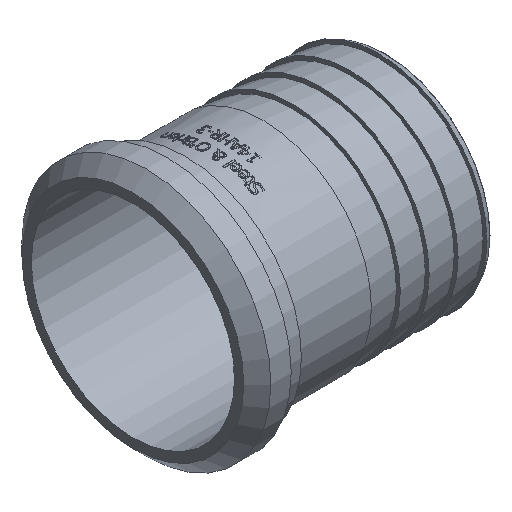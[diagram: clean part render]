
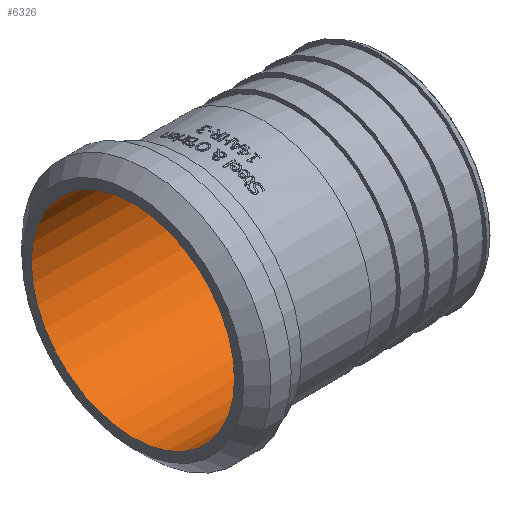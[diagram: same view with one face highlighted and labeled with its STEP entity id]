
A CAD part, isometric view. The second image highlights one B-rep face of the part: STEP entity #6326.
In plain terms, the highlighted cylindrical face has radius 35.712 mm (diameter 71.425 mm), a full revolution.
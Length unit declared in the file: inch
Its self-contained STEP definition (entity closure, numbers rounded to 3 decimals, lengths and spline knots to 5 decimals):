
#731=FACE_OUTER_BOUND('',#1112,.T.);
#1112=EDGE_LOOP('',(#5861,#5862,#5863,#5864,#5865,#5866,#5867));
#1552=LINE('',#14010,#1980);
#1980=VECTOR('',#7983,1.406);
#2151=CIRCLE('',#6743,1.406);
#2152=CIRCLE('',#6744,1.406);
#2154=CIRCLE('',#6746,1.406);
#2155=CIRCLE('',#6748,1.406);
#2156=CIRCLE('',#6749,1.406);
#3078=VERTEX_POINT('',#14001);
#3079=VERTEX_POINT('',#14002);
#3080=VERTEX_POINT('',#14004);
#3081=VERTEX_POINT('',#14009);
#3082=VERTEX_POINT('',#14011);
#4012=EDGE_CURVE('',#3078,#3079,#2151,.T.);
#4013=EDGE_CURVE('',#3079,#3080,#2152,.T.);
#4015=EDGE_CURVE('',#3080,#3078,#2154,.T.);
#4016=EDGE_CURVE('',#3079,#3081,#1552,.T.);
#4017=EDGE_CURVE('',#3082,#3081,#2155,.T.);
#4018=EDGE_CURVE('',#3081,#3082,#2156,.T.);
#5861=ORIENTED_EDGE('',*,*,#4012,.F.);
#5862=ORIENTED_EDGE('',*,*,#4015,.F.);
#5863=ORIENTED_EDGE('',*,*,#4013,.F.);
#5864=ORIENTED_EDGE('',*,*,#4016,.T.);
#5865=ORIENTED_EDGE('',*,*,#4017,.F.);
#5866=ORIENTED_EDGE('',*,*,#4018,.F.);
#5867=ORIENTED_EDGE('',*,*,#4016,.F.);
#5967=CYLINDRICAL_SURFACE('',#6747,1.406);
#6326=ADVANCED_FACE('',(#731),#5967,.F.);
#6743=AXIS2_PLACEMENT_3D('',#14003,#7973,#7974);
#6744=AXIS2_PLACEMENT_3D('',#14005,#7975,#7976);
#6746=AXIS2_PLACEMENT_3D('',#14007,#7979,#7980);
#6747=AXIS2_PLACEMENT_3D('',#14008,#7981,#7982);
#6748=AXIS2_PLACEMENT_3D('',#14012,#7984,#7985);
#6749=AXIS2_PLACEMENT_3D('',#14013,#7986,#7987);
#7973=DIRECTION('center_axis',(-1.,0.,0.));
#7974=DIRECTION('ref_axis',(0.,-1.,0.));
#7975=DIRECTION('center_axis',(-1.,0.,0.));
#7976=DIRECTION('ref_axis',(0.,-1.,0.));
#7979=DIRECTION('center_axis',(-1.,0.,0.));
#7980=DIRECTION('ref_axis',(0.,-1.,0.));
#7981=DIRECTION('center_axis',(1.,0.,0.));
#7982=DIRECTION('ref_axis',(0.,1.,0.));
#7983=DIRECTION('',(-1.,0.,0.));
#7984=DIRECTION('center_axis',(1.,0.,0.));
#7985=DIRECTION('ref_axis',(0.,1.,0.));
#7986=DIRECTION('center_axis',(1.,0.,0.));
#7987=DIRECTION('ref_axis',(0.,1.,0.));
#14001=CARTESIAN_POINT('',(3.47,1.406,0.));
#14002=CARTESIAN_POINT('',(3.47,-1.406,0.));
#14003=CARTESIAN_POINT('Origin',(3.47,0.,0.));
#14004=CARTESIAN_POINT('',(3.47,0.,1.406));
#14005=CARTESIAN_POINT('Origin',(3.47,0.,0.));
#14007=CARTESIAN_POINT('Origin',(3.47,0.,0.));
#14008=CARTESIAN_POINT('Origin',(1.75,0.,0.));
#14009=CARTESIAN_POINT('',(0.,-1.406,0.));
#14010=CARTESIAN_POINT('',(1.75,-1.406,0.));
#14011=CARTESIAN_POINT('',(0.,1.406,0.));
#14012=CARTESIAN_POINT('Origin',(0.,0.,
0.));
#14013=CARTESIAN_POINT('Origin',(0.,0.,
0.));
